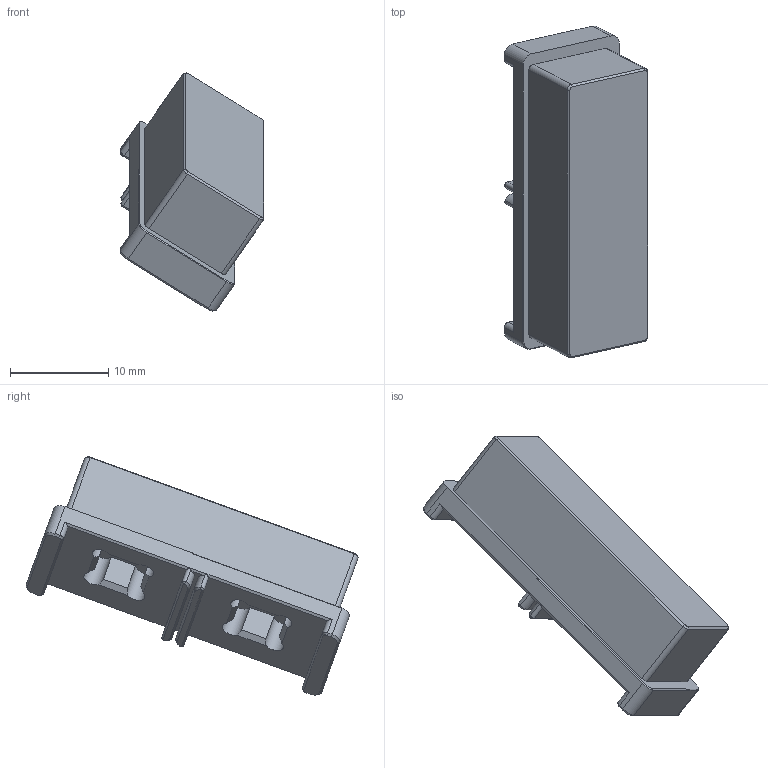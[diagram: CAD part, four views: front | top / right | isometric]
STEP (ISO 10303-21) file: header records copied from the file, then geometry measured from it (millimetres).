
FILE_DESCRIPTION(('CATIA V5 STEP Exchange'),'2;1');
FILE_NAME('VI2F-PE1AP.stp','2024-03-21T13:21:46+00:00',('none'),('none'),'CATIA Version 5-6 Release 2016 SP6','CATIA V5 STEP AP203','none');
FILE_SCHEMA(('CONFIG_CONTROL_DESIGN'));
Length unit declared in the file: millimetre
Products named in the file (1): VI2F-PE1AP
Assembly tree (1 placements, depth 2):
  VI2F-PE1AP
    #57
Bounding box: 14.6 x 33.78 x 24.24 mm (x, y, z)
Volume: 2749.9 mm3; surface area: 1807.8 mm2
Topology: 1 solids, 1 shells, 114 faces, 325 edges, 216 vertices
Faces by surface type: plane 62, cylinder 30, cone 22
Entity records: 38601 total; most frequent: CARTESIAN_POINT 13286, ORIENTED_EDGE 5808, DIRECTION 4220, EDGE_CURVE 2944, VERTEX_POINT 1999, VECTOR 1800, LINE 1800, AXIS2_PLACEMENT_3D 1458
